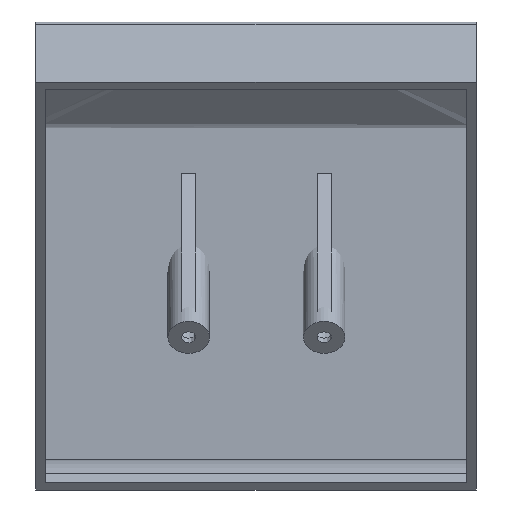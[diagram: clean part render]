
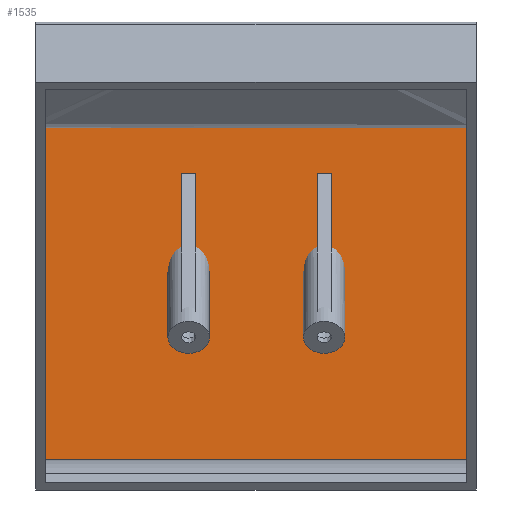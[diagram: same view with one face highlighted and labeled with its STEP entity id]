
A CAD part, top view. The second image highlights one B-rep face of the part: STEP entity #1535.
In plain terms, the highlighted planar face has unit normal (0, 0, 1).
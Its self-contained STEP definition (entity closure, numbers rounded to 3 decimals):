
#49=B_SPLINE_CURVE_WITH_KNOTS('',3,(#2842,#2843,#2844,#2845,#2846,#2847),
 .UNSPECIFIED.,.F.,.F.,(4,2,4),(0.16,3.71,7.26),
 .UNSPECIFIED.);
#69=ELLIPSE('',#1681,3.264,2.5);
#72=ELLIPSE('',#1687,3.264,2.5);
#86=FACE_BOUND('',#304,.T.);
#87=FACE_BOUND('',#305,.T.);
#118=PLANE('',#1693);
#201=FACE_OUTER_BOUND('',#303,.T.);
#303=EDGE_LOOP('',(#1176,#1177,#1178,#1179));
#304=EDGE_LOOP('',(#1180));
#305=EDGE_LOOP('',(#1181));
#437=LINE('',#2838,#556);
#438=LINE('',#2840,#557);
#439=LINE('',#2848,#558);
#556=VECTOR('',#1957,10.);
#557=VECTOR('',#1958,10.);
#558=VECTOR('',#1959,10.);
#727=VERTEX_POINT('',#2363);
#731=VERTEX_POINT('',#2375);
#747=VERTEX_POINT('',#2836);
#748=VERTEX_POINT('',#2837);
#749=VERTEX_POINT('',#2839);
#750=VERTEX_POINT('',#2841);
#889=EDGE_CURVE('',#727,#727,#69,.T.);
#895=EDGE_CURVE('',#731,#731,#72,.T.);
#916=EDGE_CURVE('',#747,#748,#437,.T.);
#917=EDGE_CURVE('',#747,#749,#438,.F.);
#918=EDGE_CURVE('',#750,#749,#49,.F.);
#919=EDGE_CURVE('',#750,#748,#439,.F.);
#1176=ORIENTED_EDGE('',*,*,#916,.F.);
#1177=ORIENTED_EDGE('',*,*,#917,.T.);
#1178=ORIENTED_EDGE('',*,*,#918,.F.);
#1179=ORIENTED_EDGE('',*,*,#919,.T.);
#1180=ORIENTED_EDGE('',*,*,#889,.T.);
#1181=ORIENTED_EDGE('',*,*,#895,.T.);
#1535=ADVANCED_FACE('',(#201,#86,#87),#118,.F.);
#1681=AXIS2_PLACEMENT_3D('',#2364,#1919,#1920);
#1687=AXIS2_PLACEMENT_3D('',#2376,#1933,#1934);
#1693=AXIS2_PLACEMENT_3D('',#2835,#1955,#1956);
#1919=DIRECTION('center_axis',(0.,0.,-1.));
#1920=DIRECTION('ref_axis',(0.,-1.,0.));
#1933=DIRECTION('center_axis',(0.,0.,-1.));
#1934=DIRECTION('ref_axis',(0.,-1.,0.));
#1955=DIRECTION('center_axis',(0.,0.,-1.));
#1956=DIRECTION('ref_axis',(0.,1.,0.));
#1957=DIRECTION('',(-1.,0.,0.));
#1958=DIRECTION('',(0.,-1.,0.));
#1959=DIRECTION('',(0.,1.,0.));
#2363=CARTESIAN_POINT('',(66.8,29.806,3.285));
#2364=CARTESIAN_POINT('Origin',(69.3,29.806,3.285));
#2375=CARTESIAN_POINT('',(89.6,29.806,3.285));
#2376=CARTESIAN_POINT('Origin',(92.1,29.806,3.285));
#2835=CARTESIAN_POINT('Origin',(115.926,-3.277,3.285));
#2836=CARTESIAN_POINT('',(116.126,-1.713,3.285));
#2837=CARTESIAN_POINT('',(45.126,-1.713,3.285));
#2838=CARTESIAN_POINT('',(115.926,-1.713,3.285));
#2839=CARTESIAN_POINT('',(116.126,55.672,3.285));
#2840=CARTESIAN_POINT('',(116.126,12.687,3.285));
#2841=CARTESIAN_POINT('',(45.126,55.672,3.285));
#2842=CARTESIAN_POINT('Ctrl Pts',(116.126,55.672,3.285));
#2843=CARTESIAN_POINT('Ctrl Pts',(104.292,55.672,3.285));
#2844=CARTESIAN_POINT('Ctrl Pts',(92.459,55.672,3.285));
#2845=CARTESIAN_POINT('Ctrl Pts',(68.792,55.672,3.285));
#2846=CARTESIAN_POINT('Ctrl Pts',(56.959,55.672,3.285));
#2847=CARTESIAN_POINT('Ctrl Pts',(45.126,55.672,3.285));
#2848=CARTESIAN_POINT('',(45.126,12.687,3.285));
